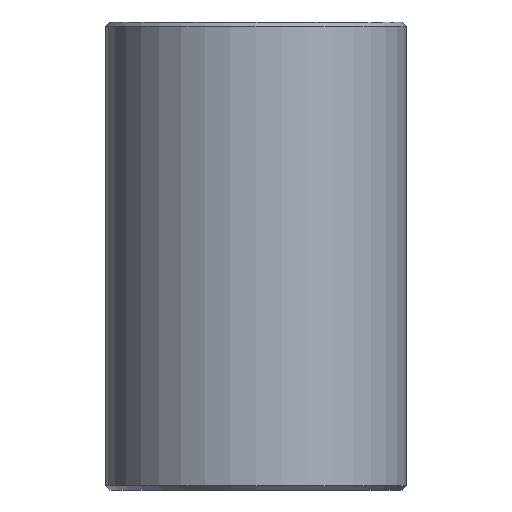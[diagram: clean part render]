
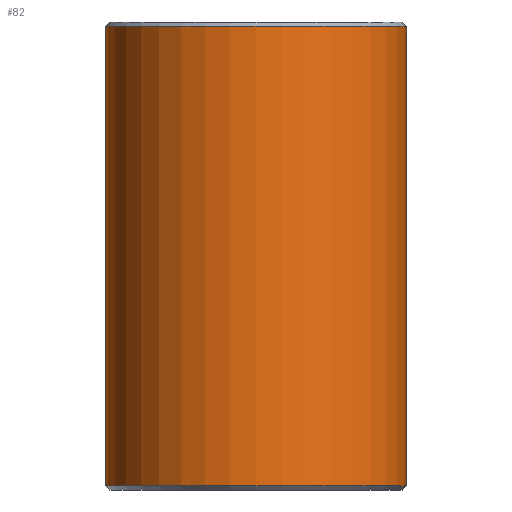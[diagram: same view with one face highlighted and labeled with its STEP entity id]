
A CAD part, front view. The second image highlights one B-rep face of the part: STEP entity #82.
In plain terms, the highlighted cylindrical face has radius 2.25 mm (diameter 4.5 mm), a partial arc.
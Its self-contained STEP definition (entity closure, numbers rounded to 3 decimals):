
#3 = CIRCLE ( 'NONE', #81, 2.25 ) ;
#20 = CARTESIAN_POINT ( 'NONE',  ( 0., 0., 3.435 ) ) ;
#27 = EDGE_CURVE ( 'NONE', #225, #196, #3, .T. ) ;
#33 = CARTESIAN_POINT ( 'NONE',  ( 2.25, 0., -3.435 ) ) ;
#52 = CARTESIAN_POINT ( 'NONE',  ( 0., 0., -3.5 ) ) ;
#54 = FACE_OUTER_BOUND ( 'NONE', #104, .T. ) ;
#56 = CARTESIAN_POINT ( 'NONE',  ( -2.25, 0., 3.435 ) ) ;
#58 = CARTESIAN_POINT ( 'NONE',  ( -2.25, 0., -3.435 ) ) ;
#70 = DIRECTION ( 'NONE',  ( 0., 0., 1. ) ) ;
#81 = AXIS2_PLACEMENT_3D ( 'NONE', #20, #394, #435 ) ;
#82 = ADVANCED_FACE ( 'NONE', ( #54 ), #220, .T. ) ;
#104 = EDGE_LOOP ( 'NONE', ( #184, #383, #119, #326 ) ) ;
#105 = AXIS2_PLACEMENT_3D ( 'NONE', #52, #396, #173 ) ;
#119 = ORIENTED_EDGE ( 'NONE', *, *, #240, .T. ) ;
#131 = EDGE_CURVE ( 'NONE', #333, #441, #414, .T. ) ;
#135 = CARTESIAN_POINT ( 'NONE',  ( 0., 0., -3.435 ) ) ;
#141 = AXIS2_PLACEMENT_3D ( 'NONE', #135, #238, #301 ) ;
#165 = LINE ( 'NONE', #180, #389 ) ;
#173 = DIRECTION ( 'NONE',  ( 1., 0., 0. ) ) ;
#180 = CARTESIAN_POINT ( 'NONE',  ( 2.25, 0., -3.5 ) ) ;
#184 = ORIENTED_EDGE ( 'NONE', *, *, #446, .F. ) ;
#196 = VERTEX_POINT ( 'NONE', #56 ) ;
#220 = CYLINDRICAL_SURFACE ( 'NONE', #105, 2.25 ) ;
#225 = VERTEX_POINT ( 'NONE', #278 ) ;
#238 = DIRECTION ( 'NONE',  ( 0., 0., 1. ) ) ;
#240 = EDGE_CURVE ( 'NONE', #441, #225, #165, .T. ) ;
#255 = LINE ( 'NONE', #416, #325 ) ;
#278 = CARTESIAN_POINT ( 'NONE',  ( 2.25, 0., 3.435 ) ) ;
#301 = DIRECTION ( 'NONE',  ( 1., 0., 0. ) ) ;
#325 = VECTOR ( 'NONE', #70, 1000. ) ;
#326 = ORIENTED_EDGE ( 'NONE', *, *, #27, .T. ) ;
#333 = VERTEX_POINT ( 'NONE', #58 ) ;
#383 = ORIENTED_EDGE ( 'NONE', *, *, #131, .T. ) ;
#389 = VECTOR ( 'NONE', #408, 1000. ) ;
#394 = DIRECTION ( 'NONE',  ( 0., 0., -1. ) ) ;
#396 = DIRECTION ( 'NONE',  ( 0., 0., 1. ) ) ;
#408 = DIRECTION ( 'NONE',  ( 0., 0., 1. ) ) ;
#414 = CIRCLE ( 'NONE', #141, 2.25 ) ;
#416 = CARTESIAN_POINT ( 'NONE',  ( -2.25, 0., -3.5 ) ) ;
#435 = DIRECTION ( 'NONE',  ( 1., 0., 0. ) ) ;
#441 = VERTEX_POINT ( 'NONE', #33 ) ;
#446 = EDGE_CURVE ( 'NONE', #333, #196, #255, .T. ) ;
